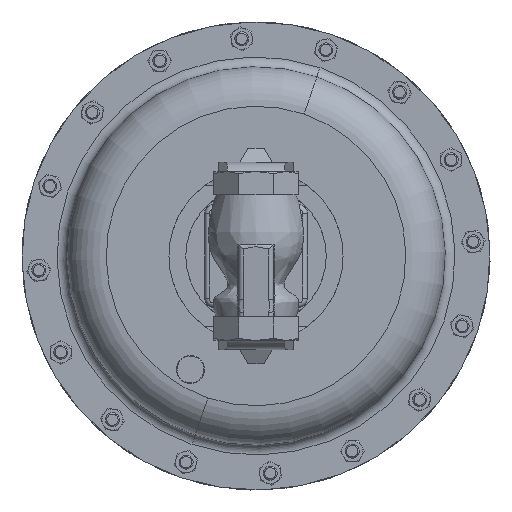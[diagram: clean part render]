
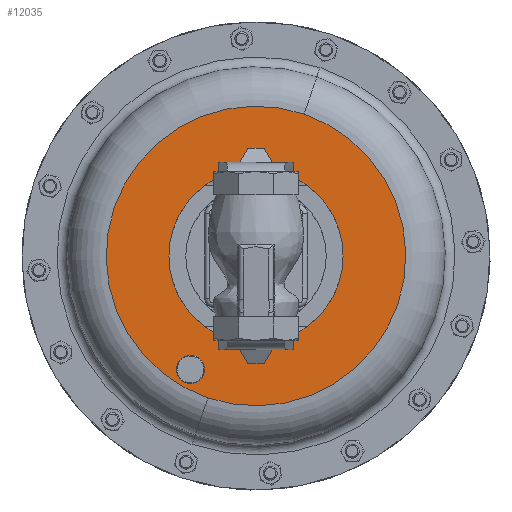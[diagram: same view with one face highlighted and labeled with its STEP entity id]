
A CAD part, front view. The second image highlights one B-rep face of the part: STEP entity #12035.
In plain terms, the highlighted planar face has unit normal (0, -1, 0).
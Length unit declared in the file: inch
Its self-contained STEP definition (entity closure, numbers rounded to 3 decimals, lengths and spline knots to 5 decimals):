
#126 = PLANE ( 'NONE',  #4694 ) ;
#684 = CARTESIAN_POINT ( 'NONE',  ( -1.75, 7.835, -5.28109 ) ) ;
#1504 = DIRECTION ( 'NONE',  ( 0., -1., 0. ) ) ;
#1580 = AXIS2_PLACEMENT_3D ( 'NONE', #684, #19637, #3407 ) ;
#1914 = CARTESIAN_POINT ( 'NONE',  ( -2.325, 7.835, -2.25 ) ) ;
#2251 = AXIS2_PLACEMENT_3D ( 'NONE', #12293, #31275, #15033 ) ;
#2273 = EDGE_LOOP ( 'NONE', ( #10965, #28384 ) ) ;
#2717 = CIRCLE ( 'NONE', #2251, 4. ) ;
#3407 = DIRECTION ( 'NONE',  ( -0.321, 0., -0.947 ) ) ;
#3833 = CIRCLE ( 'NONE', #8089, 0.375 ) ;
#4485 = FACE_BOUND ( 'NONE', #2273, .T. ) ;
#4694 = AXIS2_PLACEMENT_3D ( 'NONE', #13623, #24514, #8288 ) ;
#4968 = VERTEX_POINT ( 'NONE', #28730 ) ;
#6529 = EDGE_LOOP ( 'NONE', ( #15589, #20611 ) ) ;
#6722 = VERTEX_POINT ( 'NONE', #1914 ) ;
#7903 = CIRCLE ( 'NONE', #25564, 2.325 ) ;
#7919 = CARTESIAN_POINT ( 'NONE',  ( 0., 7.835, -2.25 ) ) ;
#8089 = AXIS2_PLACEMENT_3D ( 'NONE', #13768, #32737, #16516 ) ;
#8288 = DIRECTION ( 'NONE',  ( 0.321, 0., 0.947 ) ) ;
#8672 = EDGE_LOOP ( 'NONE', ( #35025, #23097 ) ) ;
#8711 = CARTESIAN_POINT ( 'NONE',  ( -1.62946, 7.835, -4.92599 ) ) ;
#10622 = DIRECTION ( 'NONE',  ( -0.321, 0., -0.947 ) ) ;
#10965 = ORIENTED_EDGE ( 'NONE', *, *, #11060, .F. ) ;
#11060 = EDGE_CURVE ( 'NONE', #6722, #4968, #7903, .T. ) ;
#12035 = ADVANCED_FACE ( 'NONE', ( #4485, #18896, #18058 ), #126, .T. ) ;
#12293 = CARTESIAN_POINT ( 'NONE',  ( 0., 7.835, -2.25 ) ) ;
#13623 = CARTESIAN_POINT ( 'NONE',  ( -3.78772, 7.835, -0.96424 ) ) ;
#13768 = CARTESIAN_POINT ( 'NONE',  ( -1.75, 7.835, -5.28109 ) ) ;
#13815 = VERTEX_POINT ( 'NONE', #17543 ) ;
#13979 = AXIS2_PLACEMENT_3D ( 'NONE', #17749, #1504, #20462 ) ;
#14274 = CARTESIAN_POINT ( 'NONE',  ( 0., 7.835, -2.25 ) ) ;
#15033 = DIRECTION ( 'NONE',  ( -0.321, 0., -0.947 ) ) ;
#15589 = ORIENTED_EDGE ( 'NONE', *, *, #28674, .T. ) ;
#16351 = CARTESIAN_POINT ( 'NONE',  ( 1.28576, 7.835, 1.53772 ) ) ;
#16516 = DIRECTION ( 'NONE',  ( -0.321, 0., -0.947 ) ) ;
#17023 = DIRECTION ( 'NONE',  ( 0., 0., -1. ) ) ;
#17543 = CARTESIAN_POINT ( 'NONE',  ( -1.87054, 7.835, -5.63619 ) ) ;
#17749 = CARTESIAN_POINT ( 'NONE',  ( 0., 7.835, -2.25 ) ) ;
#18058 = FACE_BOUND ( 'NONE', #6529, .T. ) ;
#18896 = FACE_OUTER_BOUND ( 'NONE', #8672, .T. ) ;
#19637 = DIRECTION ( 'NONE',  ( 0., 1., 0. ) ) ;
#20126 = CIRCLE ( 'NONE', #13979, 2.325 ) ;
#20462 = DIRECTION ( 'NONE',  ( 0., 0., -1. ) ) ;
#20611 = ORIENTED_EDGE ( 'NONE', *, *, #33772, .T. ) ;
#21779 = VERTEX_POINT ( 'NONE', #25934 ) ;
#23097 = ORIENTED_EDGE ( 'NONE', *, *, #28439, .F. ) ;
#24514 = DIRECTION ( 'NONE',  ( 0., -1., 0. ) ) ;
#25205 = EDGE_CURVE ( 'NONE', #4968, #6722, #20126, .T. ) ;
#25396 = AXIS2_PLACEMENT_3D ( 'NONE', #7919, #26873, #10622 ) ;
#25564 = AXIS2_PLACEMENT_3D ( 'NONE', #14274, #33237, #17023 ) ;
#25934 = CARTESIAN_POINT ( 'NONE',  ( -1.28576, 7.835, -6.03772 ) ) ;
#26873 = DIRECTION ( 'NONE',  ( 0., 1., 0. ) ) ;
#28039 = EDGE_CURVE ( 'NONE', #21779, #29331, #33702, .T. ) ;
#28384 = ORIENTED_EDGE ( 'NONE', *, *, #25205, .F. ) ;
#28439 = EDGE_CURVE ( 'NONE', #29331, #21779, #2717, .T. ) ;
#28674 = EDGE_CURVE ( 'NONE', #13815, #32482, #33672, .T. ) ;
#28730 = CARTESIAN_POINT ( 'NONE',  ( 2.325, 7.835, -2.25 ) ) ;
#29331 = VERTEX_POINT ( 'NONE', #16351 ) ;
#31275 = DIRECTION ( 'NONE',  ( 0., 1., 0. ) ) ;
#32482 = VERTEX_POINT ( 'NONE', #8711 ) ;
#32737 = DIRECTION ( 'NONE',  ( 0., 1., 0. ) ) ;
#33237 = DIRECTION ( 'NONE',  ( 0., -1., 0. ) ) ;
#33672 = CIRCLE ( 'NONE', #1580, 0.375 ) ;
#33702 = CIRCLE ( 'NONE', #25396, 4. ) ;
#33772 = EDGE_CURVE ( 'NONE', #32482, #13815, #3833, .T. ) ;
#35025 = ORIENTED_EDGE ( 'NONE', *, *, #28039, .F. ) ;
